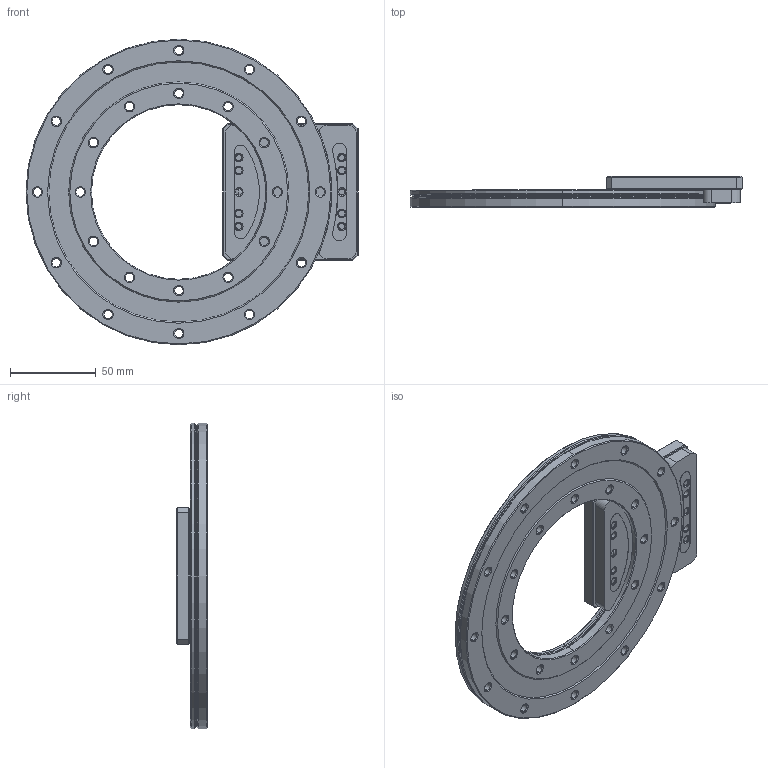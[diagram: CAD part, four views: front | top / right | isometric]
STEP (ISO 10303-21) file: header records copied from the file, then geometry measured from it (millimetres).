
FILE_DESCRIPTION(/* description */ (''),/* implementation_level */ '2;1');
FILE_NAME(/* name */ 'RPM 3-10.18.stp',/* time_stamp */ '2024-11-11T13:25:58+01:00',/* author */ (''),/* organization */ (''),/* preprocessor_version */ 'ST-DEVELOPER v16.7',/* originating_system */ 'SIEMENS PLM Software NX 12.0',/* authorisation */ '');
FILE_SCHEMA (('AUTOMOTIVE_DESIGN { 1 0 10303 214 3 1 1 1 }'));
Length unit declared in the file: millimetre
Products named in the file (1): RPM 3-10.18_step_step
Bounding box: 193.6 x 18 x 178.2 mm (x, y, z)
Volume: 220553.6 mm3; surface area: 70026.4 mm2
Topology: 2 solids, 2 shells, 798 faces, 1897 edges, 1195 vertices
Faces by surface type: plane 328, cone 182, cylinder 179, bspline 92, torus 16, sphere 1
Entity records: 25557 total; most frequent: CARTESIAN_POINT 5168, ORIENTED_EDGE 3784, DIRECTION 3706, EDGE_CURVE 1892, AXIS2_PLACEMENT_3D 1291, VERTEX_POINT 1193, LINE 1124, VECTOR 1124
